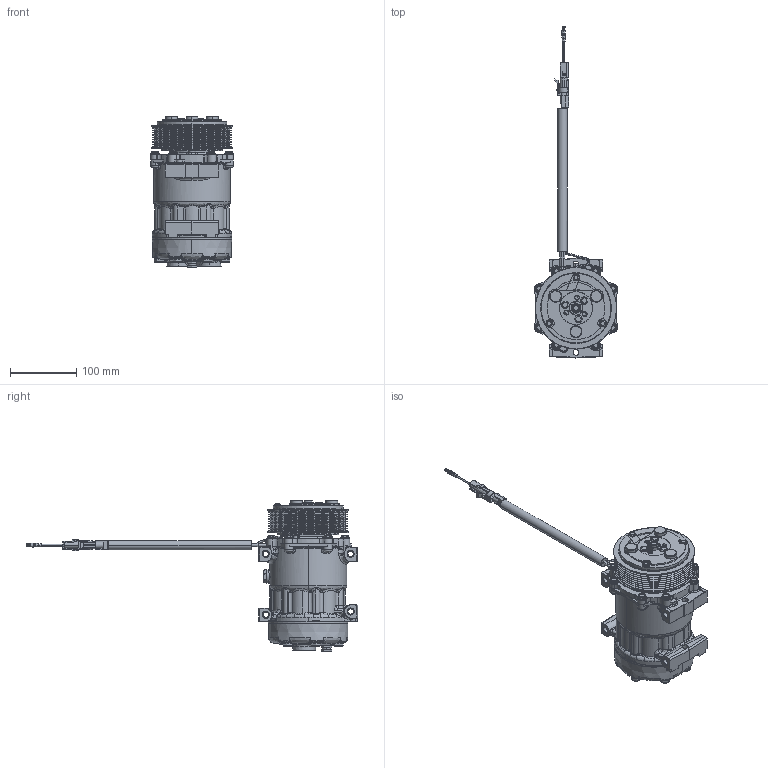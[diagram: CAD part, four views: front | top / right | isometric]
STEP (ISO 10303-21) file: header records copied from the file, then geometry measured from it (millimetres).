
FILE_DESCRIPTION (( 'STEP AP203' ), '1' );
FILE_NAME ('SANDEN_4066_REV_B_COMPR_AC.STEP', '2010-05-03T14:36:23', ( '' ), ( '' ), 'SwSTEP 2.0', 'SolidWorks 2007', '' );
FILE_SCHEMA (( 'CONFIG_CONTROL_DESIGN' ));
Length unit declared in the file: millimetre
Products named in the file (1): SANDEN_4066_REV_B_COMPR_AC
Bounding box: 125 x 500.83 x 229.14 mm (x, y, z)
Volume: 2267093.5 mm3; surface area: 267010.5 mm2
Topology: 1 solids, 6 shells, 2894 faces, 7327 edges, 4460 vertices
Faces by surface type: bspline 918, cylinder 699, plane 695, cone 415, torus 167
Entity records: 202764 total; most frequent: CARTESIAN_POINT 144271, ORIENTED_EDGE 14552, DIRECTION 8727, EDGE_CURVE 7276, VERTEX_POINT 4460, B_SPLINE_CURVE_WITH_KNOTS 3555, AXIS2_PLACEMENT_3D 3395, EDGE_LOOP 3056
